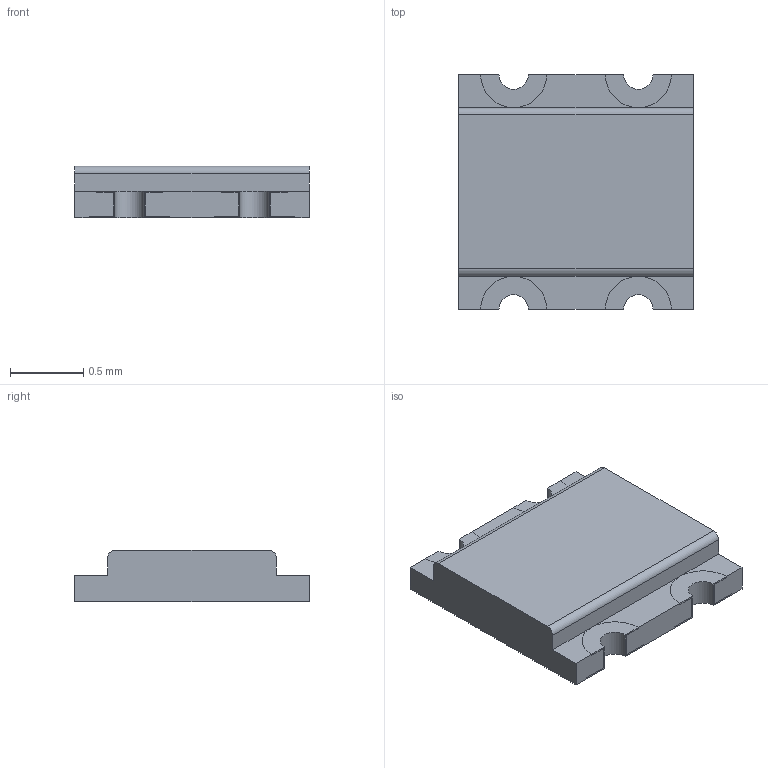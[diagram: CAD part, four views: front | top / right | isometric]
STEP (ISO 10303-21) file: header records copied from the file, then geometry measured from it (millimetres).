
FILE_DESCRIPTION(/* description */ (''),/* implementation_level */ '2;1');
FILE_NAME(/* name */ 'LTST-C19HE1WT-3D.step',/* time_stamp */ '2022-04-25T12:36:20+02:00',/* author */ (''),/* organization */ (''),/* preprocessor_version */ 'ST-DEVELOPER v18.1',/* originating_system */ 'Autodesk Translation Framework v10.14.0.1471',/* authorisation */ '');
FILE_SCHEMA (('AUTOMOTIVE_DESIGN { 1 0 10303 214 3 1 1 }'));
Length unit declared in the file: millimetre
Products named in the file (1): (Unsaved)
Bounding box: 1.6 x 1.6 x 0.35 mm (x, y, z)
Volume: 0.8 mm3; surface area: 9.8 mm2
Topology: 5 solids, 5 shells, 96 faces, 254 edges, 168 vertices
Faces by surface type: plane 74, cylinder 22
Entity records: 2997 total; most frequent: CARTESIAN_POINT 519, ORIENTED_EDGE 508, DIRECTION 496, EDGE_CURVE 254, LINE 206, VECTOR 206, VERTEX_POINT 168, AXIS2_PLACEMENT_3D 145
